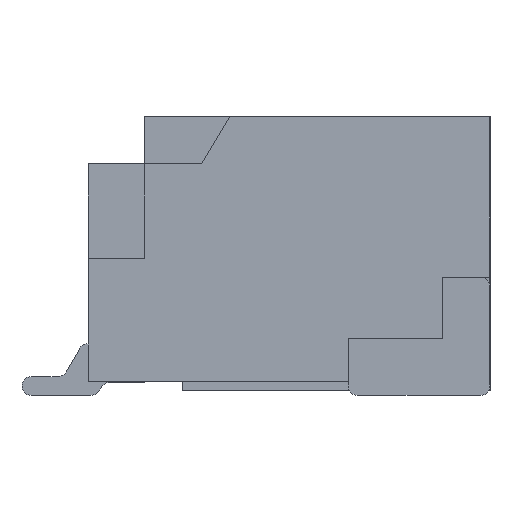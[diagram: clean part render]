
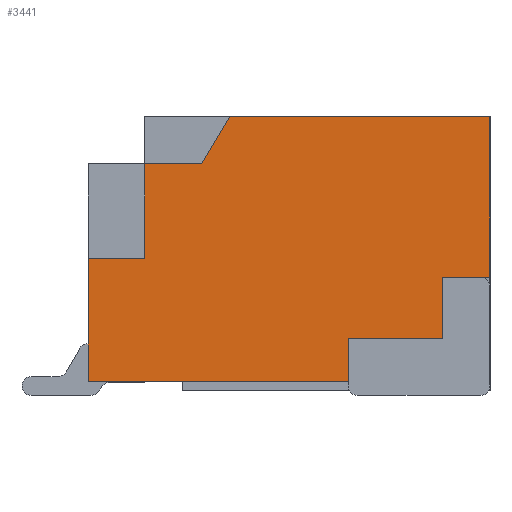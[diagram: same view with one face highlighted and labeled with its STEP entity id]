
A CAD part, left-side view. The second image highlights one B-rep face of the part: STEP entity #3441.
In plain terms, the highlighted planar face has unit normal (-1, 0, 0).
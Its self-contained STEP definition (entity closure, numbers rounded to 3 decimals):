
#3441=ADVANCED_FACE('',(#7768),#7770,.T.);
#7768=FACE_BOUND('',#7769,.T.);
#7769=EDGE_LOOP('',(#11319,#11320,#11321,#11322,#11323,#11324,#11325,#11326,#11327,
#11328,#11329,#11330));
#7770=PLANE('',#7771);
#7771=AXIS2_PLACEMENT_3D('',#7772,#7773,#7774);
#7772=CARTESIAN_POINT('',(-1.5,0.,0.));
#7773=DIRECTION('',(-1.,0.,0.));
#7774=DIRECTION('',(0.,0.,1.));
#11319=ORIENTED_EDGE('',*,*,#13633,.T.);
#11320=ORIENTED_EDGE('',*,*,#13634,.T.);
#11321=ORIENTED_EDGE('',*,*,#13635,.T.);
#11322=ORIENTED_EDGE('',*,*,#13524,.T.);
#11323=ORIENTED_EDGE('',*,*,#13636,.T.);
#11324=ORIENTED_EDGE('',*,*,#13637,.T.);
#11325=ORIENTED_EDGE('',*,*,#13638,.T.);
#11326=ORIENTED_EDGE('',*,*,#13639,.T.);
#11327=ORIENTED_EDGE('',*,*,#13500,.T.);
#11328=ORIENTED_EDGE('',*,*,#13632,.T.);
#11329=ORIENTED_EDGE('',*,*,#13640,.T.);
#11330=ORIENTED_EDGE('',*,*,#13641,.T.);
#13500=EDGE_CURVE('',#15814,#15812,#15815,.T.);
#13524=EDGE_CURVE('',#15861,#15859,#15862,.T.);
#13632=EDGE_CURVE('',#15812,#16065,#16067,.T.);
#13633=EDGE_CURVE('',#16068,#16069,#16070,.F.);
#13634=EDGE_CURVE('',#16069,#16071,#16072,.F.);
#13635=EDGE_CURVE('',#16071,#15861,#16073,.T.);
#13636=EDGE_CURVE('',#15859,#16074,#16075,.F.);
#13637=EDGE_CURVE('',#16074,#16076,#16077,.F.);
#13638=EDGE_CURVE('',#16076,#16078,#16079,.F.);
#13639=EDGE_CURVE('',#16078,#15814,#16080,.F.);
#13640=EDGE_CURVE('',#16065,#16081,#16082,.F.);
#13641=EDGE_CURVE('',#16081,#16068,#16083,.F.);
#15812=VERTEX_POINT('',#20722);
#15814=VERTEX_POINT('',#20726);
#15815=LINE('',#20727,#20728);
#15859=VERTEX_POINT('',#20817);
#15861=VERTEX_POINT('',#20821);
#15862=LINE('',#20822,#20823);
#16065=VERTEX_POINT('',#21239);
#16067=LINE('',#21243,#21244);
#16068=VERTEX_POINT('',#21246);
#16069=VERTEX_POINT('',#21247);
#16070=LINE('',#21248,#21249);
#16071=VERTEX_POINT('',#21251);
#16072=LINE('',#21252,#21253);
#16073=LINE('',#21255,#21256);
#16074=VERTEX_POINT('',#21258);
#16075=LINE('',#21259,#21260);
#16076=VERTEX_POINT('',#21262);
#16077=LINE('',#21263,#21264);
#16078=VERTEX_POINT('',#21266);
#16079=LINE('',#21267,#21268);
#16080=LINE('',#21270,#21271);
#16081=VERTEX_POINT('',#21273);
#16082=LINE('',#21274,#21275);
#16083=LINE('',#21277,#21278);
#20722=CARTESIAN_POINT('',(-1.5,-4.25,2.9));
#20726=CARTESIAN_POINT('',(-1.5,-4.25,1.2));
#20727=CARTESIAN_POINT('',(-1.5,-4.25,1.2));
#20728=VECTOR('',#20729,1.);
#20729=DIRECTION('',(0.,0.,1.));
#20817=CARTESIAN_POINT('',(-1.5,-2.75,0.1));
#20821=CARTESIAN_POINT('',(-1.5,0.,0.1));
#20822=CARTESIAN_POINT('',(-1.5,0.,0.1));
#20823=VECTOR('',#20824,1.);
#20824=DIRECTION('',(0.,-1.,0.));
#21239=CARTESIAN_POINT('',(-1.5,-1.5,2.9));
#21243=CARTESIAN_POINT('',(-1.5,-4.25,2.9));
#21244=VECTOR('',#21245,1.);
#21245=DIRECTION('',(0.,1.,0.));
#21246=CARTESIAN_POINT('',(-1.5,-0.6,2.4));
#21247=CARTESIAN_POINT('',(-1.5,-0.6,1.4));
#21248=CARTESIAN_POINT('',(-1.5,-0.6,1.4));
#21249=VECTOR('',#21250,1.);
#21250=DIRECTION('',(0.,0.,1.));
#21251=CARTESIAN_POINT('',(-1.5,0.,1.4));
#21252=CARTESIAN_POINT('',(-1.5,0.,1.4));
#21253=VECTOR('',#21254,1.);
#21254=DIRECTION('',(0.,-1.,0.));
#21255=CARTESIAN_POINT('',(-1.5,0.,1.4));
#21256=VECTOR('',#21257,1.);
#21257=DIRECTION('',(0.,0.,-1.));
#21258=CARTESIAN_POINT('',(-1.5,-2.75,0.55));
#21259=CARTESIAN_POINT('',(-1.5,-2.75,0.55));
#21260=VECTOR('',#21261,1.);
#21261=DIRECTION('',(0.,0.,-1.));
#21262=CARTESIAN_POINT('',(-1.5,-3.75,0.55));
#21263=CARTESIAN_POINT('',(-1.5,-3.75,0.55));
#21264=VECTOR('',#21265,1.);
#21265=DIRECTION('',(0.,1.,0.));
#21266=CARTESIAN_POINT('',(-1.5,-3.75,1.2));
#21267=CARTESIAN_POINT('',(-1.5,-3.75,1.2));
#21268=VECTOR('',#21269,1.);
#21269=DIRECTION('',(0.,0.,-1.));
#21270=CARTESIAN_POINT('',(-1.5,-4.25,1.2));
#21271=VECTOR('',#21272,1.);
#21272=DIRECTION('',(0.,1.,0.));
#21273=CARTESIAN_POINT('',(-1.5,-1.2,2.4));
#21274=CARTESIAN_POINT('',(-1.5,-1.2,2.4));
#21275=VECTOR('',#21276,1.);
#21276=DIRECTION('',(0.,-0.514,0.857));
#21277=CARTESIAN_POINT('',(-1.5,-0.6,2.4));
#21278=VECTOR('',#21279,1.);
#21279=DIRECTION('',(0.,-1.,0.));
